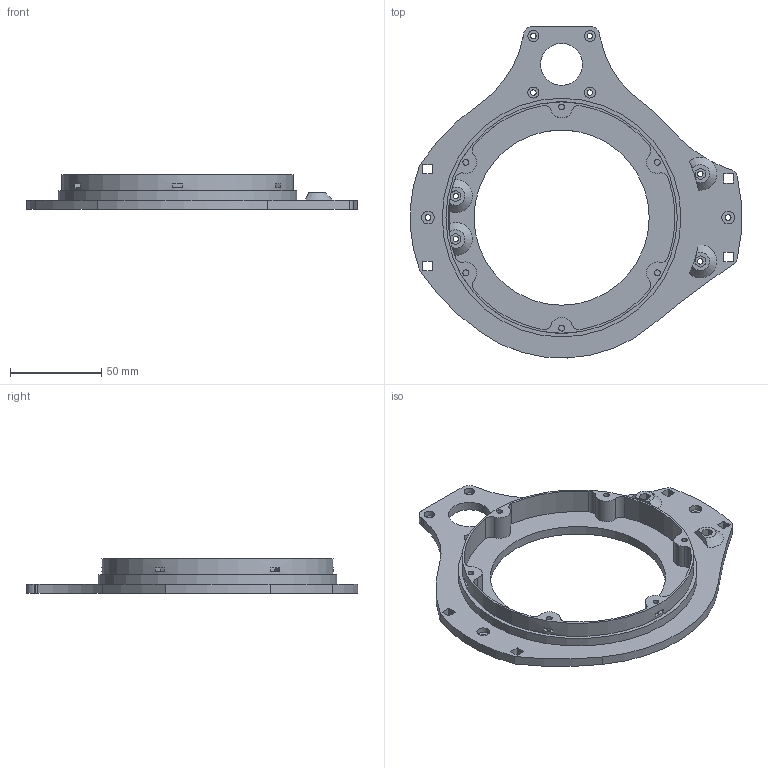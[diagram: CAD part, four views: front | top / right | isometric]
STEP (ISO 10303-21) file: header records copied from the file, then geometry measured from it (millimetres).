
FILE_DESCRIPTION(/* description */ (''),/* implementation_level */ '2;1');
FILE_NAME(/* name */ 'PTZ Upper base Pan Mount v5.step',/* time_stamp */ '2020-12-16T00:57:42+00:00',/* author */ (''),/* organization */ (''),/* preprocessor_version */ 'ST-DEVELOPER v18.1',/* originating_system */ 'Autodesk Translation Framework v9.7.0.1280',/* authorisation */ '');
FILE_SCHEMA (('AUTOMOTIVE_DESIGN { 1 0 10303 214 3 1 1 }'));
Length unit declared in the file: millimetre
Products named in the file (1): PTZ Upper base Pan Mount
Bounding box: 181.36 x 181.93 x 18.8 mm (x, y, z)
Volume: 89279.8 mm3; surface area: 47652.2 mm2
Topology: 1 solids, 1 shells, 186 faces, 454 edges, 302 vertices
Faces by surface type: plane 102, cylinder 80, cone 4
Full cylindrical faces by diameter (mm): 3 x8, 3.2 x14, 6 x4, 7 x2, 23 x1, 96 x1, 126.8 x1, 130.8 x1
Entity records: 5655 total; most frequent: DIRECTION 1005, CARTESIAN_POINT 983, ORIENTED_EDGE 908, EDGE_CURVE 454, AXIS2_PLACEMENT_3D 372, VERTEX_POINT 302, LINE 261, VECTOR 261
